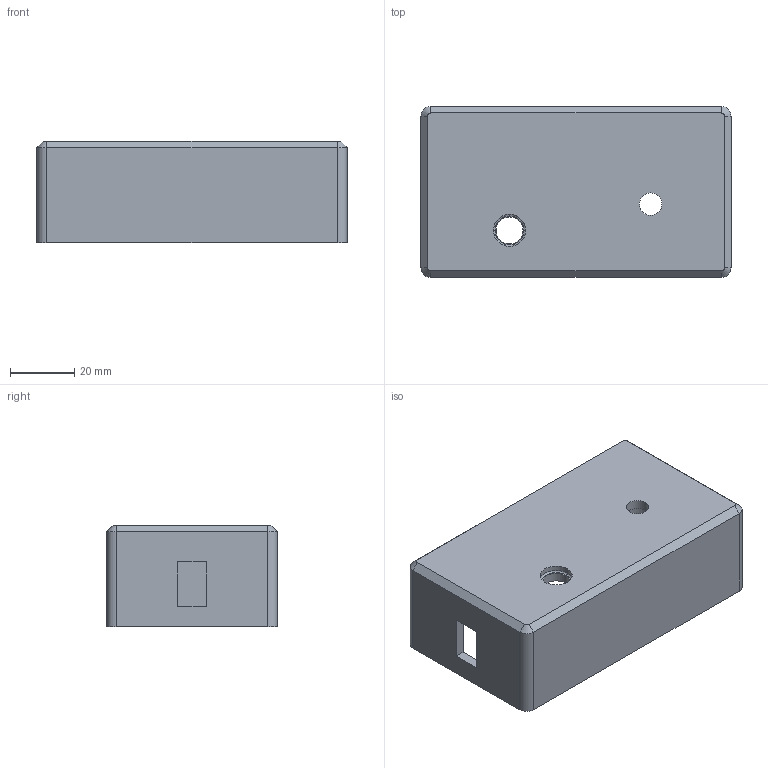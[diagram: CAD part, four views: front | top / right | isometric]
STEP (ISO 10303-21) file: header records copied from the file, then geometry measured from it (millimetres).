
FILE_DESCRIPTION (( 'STEP AP203' ), '1' );
FILE_NAME ('Base.STEP', '2021-11-05T13:04:41', ( '' ), ( '' ), 'SwSTEP 2.0', 'SolidWorks 2018', '' );
FILE_SCHEMA (( 'CONFIG_CONTROL_DESIGN' ));
Length unit declared in the file: millimetre
Products named in the file (1): Base
Bounding box: 96.25 x 53 x 31.5 mm (x, y, z)
Volume: 39812.8 mm3; surface area: 28393.8 mm2
Topology: 1 solids, 1 shells, 135 faces, 323 edges, 209 vertices
Faces by surface type: plane 67, cylinder 55, cone 7, torus 6
Entity records: 4029 total; most frequent: DIRECTION 724, CARTESIAN_POINT 671, ORIENTED_EDGE 646, EDGE_CURVE 323, AXIS2_PLACEMENT_3D 266, VERTEX_POINT 209, VECTOR 192, LINE 192
